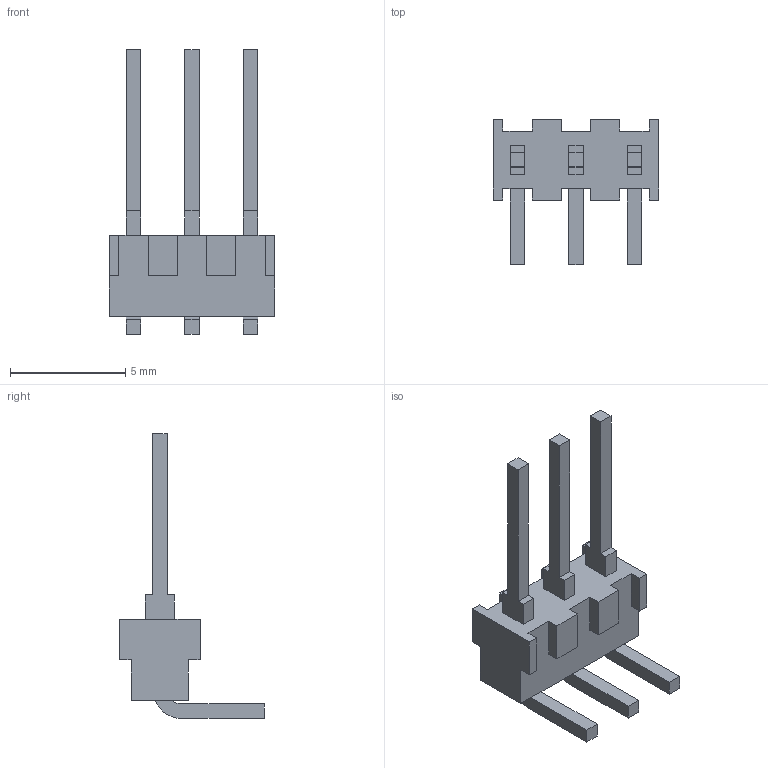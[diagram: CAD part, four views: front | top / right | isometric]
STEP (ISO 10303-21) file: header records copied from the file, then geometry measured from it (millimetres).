
FILE_DESCRIPTION((''),'2;1');
FILE_NAME('C-87233-3','2009-03-16T',('workeradm'),('Tyco Electronics Corporation'),'PRO/ENGINEER BY PARAMETRIC TECHNOLOGY CORPORATION, 2007390','PRO/ENGINEER BY PARAMETRIC TECHNOLOGY CORPORATION, 2007390','');
FILE_SCHEMA(('AUTOMOTIVE_DESIGN { 1 0 10303 214 1 1 1 1 }'));
Length unit declared in the file: millimetre
Products named in the file (1): C-87233-3
Bounding box: 7.21 x 6.3 x 12.38 mm (x, y, z)
Volume: 86 mm3; surface area: 225.7 mm2
Topology: 1 solids, 1 shells, 82 faces, 222 edges, 148 vertices
Faces by surface type: plane 76, cylinder 6
Entity records: 2637 total; most frequent: CARTESIAN_POINT 453, ORIENTED_EDGE 444, DIRECTION 398, EDGE_CURVE 222, VECTOR 210, LINE 210, VERTEX_POINT 148, AXIS2_PLACEMENT_3D 94
